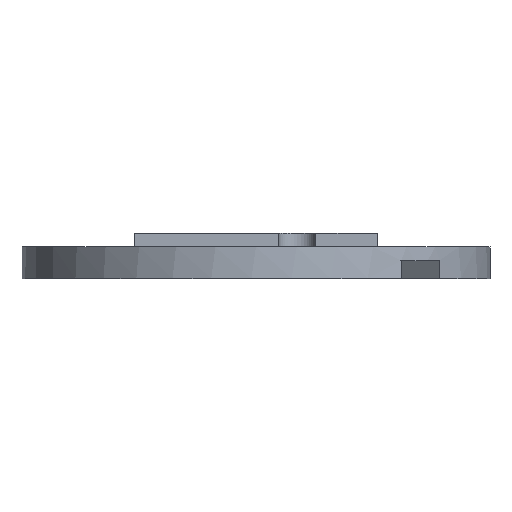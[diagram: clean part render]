
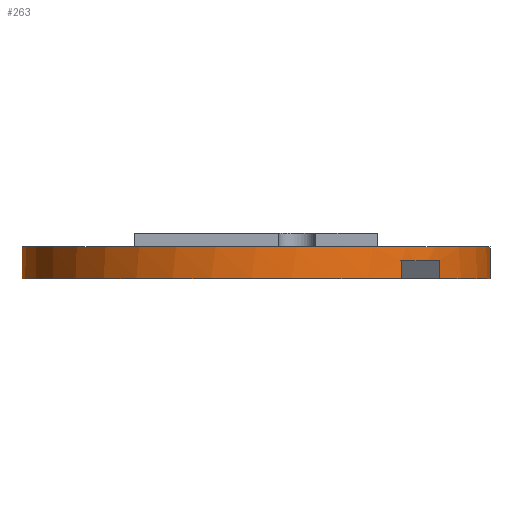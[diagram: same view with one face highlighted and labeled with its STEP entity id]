
A CAD part, front view. The second image highlights one B-rep face of the part: STEP entity #263.
In plain terms, the highlighted cylindrical face has radius 52 mm (diameter 104 mm), a partial arc.
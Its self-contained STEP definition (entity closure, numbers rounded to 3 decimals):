
#40 = CARTESIAN_POINT ( 'NONE',  ( 0., 0., 0. ) ) ;
#53 = VECTOR ( 'NONE', #1886, 1000. ) ;
#95 = DIRECTION ( 'NONE',  ( 0., 0., -1. ) ) ;
#107 = DIRECTION ( 'NONE',  ( 0., 0., 1. ) ) ;
#116 = VECTOR ( 'NONE', #95, 1000. ) ;
#138 = CARTESIAN_POINT ( 'NONE',  ( 32.281, -40.767, 4. ) ) ;
#166 = VECTOR ( 'NONE', #1350, 1000. ) ;
#196 = VERTEX_POINT ( 'NONE', #1342 ) ;
#205 = FACE_OUTER_BOUND ( 'NONE', #1977, .T. ) ;
#236 = EDGE_CURVE ( 'NONE', #241, #1932, #686, .T. ) ;
#241 = VERTEX_POINT ( 'NONE', #1364 ) ;
#245 = CARTESIAN_POINT ( 'NONE',  ( 0., 0., 4. ) ) ;
#263 = ADVANCED_FACE ( 'NONE', ( #205 ), #1823, .T. ) ;
#273 = LINE ( 'NONE', #880, #116 ) ;
#333 = VERTEX_POINT ( 'NONE', #2031 ) ;
#377 = CARTESIAN_POINT ( 'NONE',  ( 40.767, -32.281, 0. ) ) ;
#399 = DIRECTION ( 'NONE',  ( 0., 0., 1. ) ) ;
#409 = EDGE_CURVE ( 'NONE', #1704, #1468, #1224, .T. ) ;
#413 = ORIENTED_EDGE ( 'NONE', *, *, #669, .F. ) ;
#414 = LINE ( 'NONE', #1844, #166 ) ;
#459 = LINE ( 'NONE', #1718, #53 ) ;
#471 = EDGE_CURVE ( 'NONE', #996, #798, #1186, .T. ) ;
#484 = AXIS2_PLACEMENT_3D ( 'NONE', #1020, #1661, #1032 ) ;
#496 = ORIENTED_EDGE ( 'NONE', *, *, #1612, .F. ) ;
#564 = DIRECTION ( 'NONE',  ( 1., 0., 0. ) ) ;
#589 = VECTOR ( 'NONE', #917, 1000. ) ;
#619 = AXIS2_PLACEMENT_3D ( 'NONE', #1699, #107, #1461 ) ;
#669 = EDGE_CURVE ( 'NONE', #1468, #798, #273, .T. ) ;
#677 = ORIENTED_EDGE ( 'NONE', *, *, #1858, .T. ) ;
#686 = CIRCLE ( 'NONE', #953, 52. ) ;
#700 = CARTESIAN_POINT ( 'NONE',  ( 52., 0., 7. ) ) ;
#786 = CARTESIAN_POINT ( 'NONE',  ( 52., 0., 0. ) ) ;
#798 = VERTEX_POINT ( 'NONE', #786 ) ;
#860 = CIRCLE ( 'NONE', #1124, 52. ) ;
#880 = CARTESIAN_POINT ( 'NONE',  ( 52., 0., 7. ) ) ;
#917 = DIRECTION ( 'NONE',  ( 0., 0., -1. ) ) ;
#953 = AXIS2_PLACEMENT_3D ( 'NONE', #245, #1800, #1187 ) ;
#996 = VERTEX_POINT ( 'NONE', #377 ) ;
#1020 = CARTESIAN_POINT ( 'NONE',  ( 0., 0., 7. ) ) ;
#1021 = CARTESIAN_POINT ( 'NONE',  ( 0., 0., 0. ) ) ;
#1032 = DIRECTION ( 'NONE',  ( -1., 0., 0. ) ) ;
#1099 = LINE ( 'NONE', #138, #589 ) ;
#1118 = AXIS2_PLACEMENT_3D ( 'NONE', #40, #1643, #1622 ) ;
#1123 = CARTESIAN_POINT ( 'NONE',  ( -52., 0., 7. ) ) ;
#1124 = AXIS2_PLACEMENT_3D ( 'NONE', #1021, #399, #564 ) ;
#1178 = ORIENTED_EDGE ( 'NONE', *, *, #1409, .T. ) ;
#1186 = CIRCLE ( 'NONE', #1118, 52. ) ;
#1187 = DIRECTION ( 'NONE',  ( -1., 0., 0. ) ) ;
#1224 = CIRCLE ( 'NONE', #619, 52. ) ;
#1279 = ORIENTED_EDGE ( 'NONE', *, *, #471, .T. ) ;
#1342 = CARTESIAN_POINT ( 'NONE',  ( -52., 0., 0. ) ) ;
#1350 = DIRECTION ( 'NONE',  ( 0., 0., -1. ) ) ;
#1364 = CARTESIAN_POINT ( 'NONE',  ( 40.767, -32.281, 4. ) ) ;
#1376 = ORIENTED_EDGE ( 'NONE', *, *, #409, .F. ) ;
#1409 = EDGE_CURVE ( 'NONE', #196, #333, #860, .T. ) ;
#1416 = ORIENTED_EDGE ( 'NONE', *, *, #1593, .T. ) ;
#1461 = DIRECTION ( 'NONE',  ( 1., 0., 0. ) ) ;
#1468 = VERTEX_POINT ( 'NONE', #700 ) ;
#1593 = EDGE_CURVE ( 'NONE', #241, #996, #459, .T. ) ;
#1612 = EDGE_CURVE ( 'NONE', #1932, #333, #1099, .T. ) ;
#1622 = DIRECTION ( 'NONE',  ( 1., 0., 0. ) ) ;
#1643 = DIRECTION ( 'NONE',  ( 0., 0., 1. ) ) ;
#1652 = ORIENTED_EDGE ( 'NONE', *, *, #236, .F. ) ;
#1661 = DIRECTION ( 'NONE',  ( 0., 0., -1. ) ) ;
#1699 = CARTESIAN_POINT ( 'NONE',  ( 0., 0., 7. ) ) ;
#1704 = VERTEX_POINT ( 'NONE', #1123 ) ;
#1718 = CARTESIAN_POINT ( 'NONE',  ( 40.767, -32.281, 4. ) ) ;
#1800 = DIRECTION ( 'NONE',  ( 0., 0., -1. ) ) ;
#1823 = CYLINDRICAL_SURFACE ( 'NONE', #484, 52. ) ;
#1844 = CARTESIAN_POINT ( 'NONE',  ( -52., 0., 7. ) ) ;
#1858 = EDGE_CURVE ( 'NONE', #1704, #196, #414, .T. ) ;
#1886 = DIRECTION ( 'NONE',  ( 0., 0., -1. ) ) ;
#1932 = VERTEX_POINT ( 'NONE', #2039 ) ;
#1977 = EDGE_LOOP ( 'NONE', ( #413, #1376, #677, #1178, #496, #1652, #1416, #1279 ) ) ;
#2031 = CARTESIAN_POINT ( 'NONE',  ( 32.281, -40.767, 0. ) ) ;
#2039 = CARTESIAN_POINT ( 'NONE',  ( 32.281, -40.767, 4. ) ) ;
